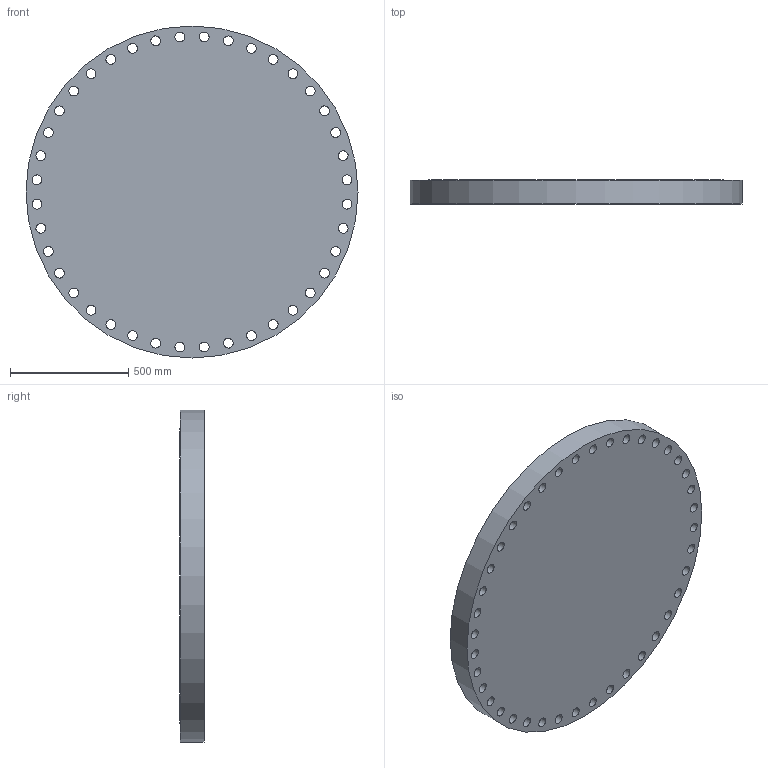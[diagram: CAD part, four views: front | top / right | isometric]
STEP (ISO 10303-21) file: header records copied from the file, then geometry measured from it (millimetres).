
FILE_DESCRIPTION(/* description */ (''),/* implementation_level */ '2;1');
FILE_NAME(/* name */ 'ASME-A150-44B.stp',/* time_stamp */ '2023-11-07T14:40:50-05:00',/* author */ ('Admin'),/* organization */ (''),/* preprocessor_version */ 'ST-DEVELOPER v19',/* originating_system */ 'Autodesk Inventor 2023',/* authorisation */ '');
FILE_SCHEMA (('AUTOMOTIVE_DESIGN { 1 0 10303 214 3 1 1 }'));
Length unit declared in the file: inch
Products named in the file (1): ASME-A150-44B
Bounding box: 1403.35 x 101.66 x 1403.35 mm (x, y, z)
Volume: 151373304.1 mm3; surface area: 3949326.5 mm2
Topology: 1 solids, 1 shells, 45 faces, 126 edges, 84 vertices
Faces by surface type: cylinder 41, plane 3, cone 1
Full cylindrical faces by diameter (mm): 41.275 x40, 1403.35 x1
Entity records: 1709 total; most frequent: DIRECTION 302, CARTESIAN_POINT 256, ORIENTED_EDGE 252, AXIS2_PLACEMENT_3D 130, EDGE_LOOP 126, EDGE_CURVE 126, CIRCLE 84, VERTEX_POINT 84
